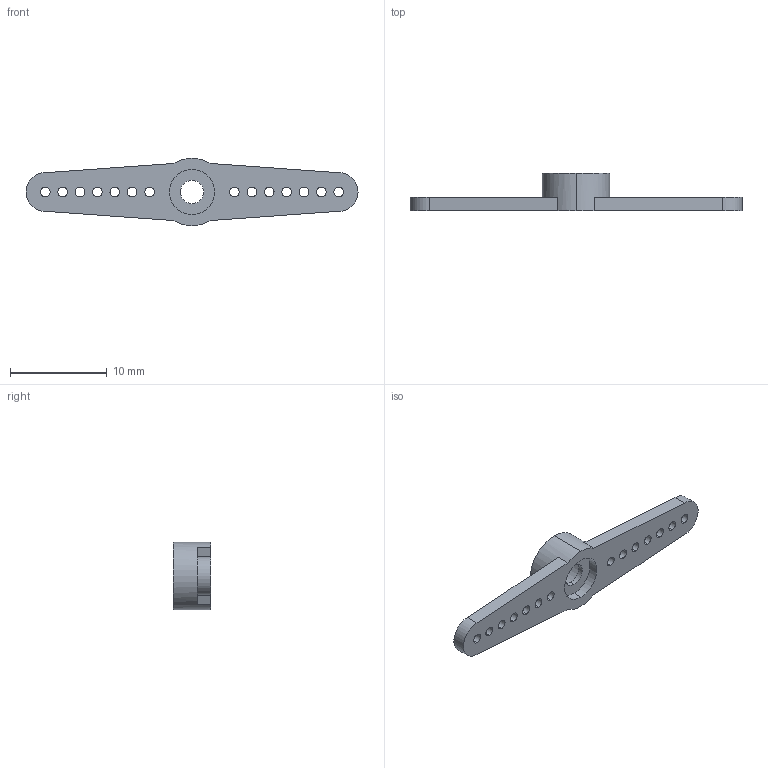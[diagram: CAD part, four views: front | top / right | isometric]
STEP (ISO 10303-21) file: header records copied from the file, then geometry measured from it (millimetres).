
FILE_DESCRIPTION(('FreeCAD Model'),'2;1');
FILE_NAME('Open CASCADE Shape Model','2024-08-30T10:53:17',('Author'),( ''),'Open CASCADE STEP processor 7.6','FreeCAD','Unknown');
FILE_SCHEMA(('AUTOMOTIVE_DESIGN { 1 0 10303 214 1 1 1 1 }'));
Length unit declared in the file: millimetre
Products named in the file (1): microservoArm_A2
Bounding box: 34.4 x 3.9 x 7 mm (x, y, z)
Volume: 253.5 mm3; surface area: 583.8 mm2
Topology: 1 solids, 1 shells, 48 faces, 132 edges, 88 vertices
Faces by surface type: cylinder 38, plane 10
Entity records: 1658 total; most frequent: DIRECTION 310, CARTESIAN_POINT 269, ORIENTED_EDGE 264, EDGE_CURVE 132, AXIS2_PLACEMENT_3D 129, VERTEX_POINT 88, FACE_BOUND 80, EDGE_LOOP 80
